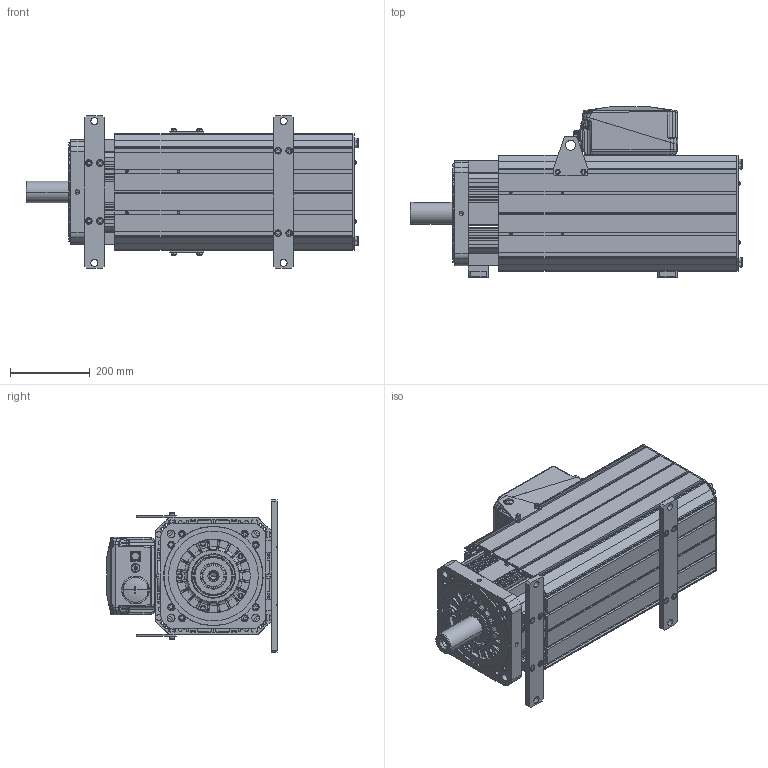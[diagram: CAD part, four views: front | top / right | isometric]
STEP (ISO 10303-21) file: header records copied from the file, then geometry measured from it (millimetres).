
FILE_DESCRIPTION((''),'2;1');
FILE_NAME('50266N-0_SW0001','2016-06-15T',('zhuanghaohui'),(''),'PRO/ENGINEER BY PARAMETRIC TECHNOLOGY CORPORATION, 2010430','PRO/ENGINEER BY PARAMETRIC TECHNOLOGY CORPORATION, 2010430','');
FILE_SCHEMA(('CONFIG_CONTROL_DESIGN'));
Products named in the file (1): 50266N-0_SW0001
Bounding box: 835.12 x 427.62 x 384.1 mm (x, y, z)
Surface area: 3738709.7 mm2 (no closed solid volume)
Topology: 0 solids, 246 shells, 2431 faces, 9276 edges, 6955 vertices
Faces by surface type: plane 1254, cylinder 585, bspline 212, torus 191, cone 170, sphere 19
Entity records: 121934 total; most frequent: CARTESIAN_POINT 47009, DIRECTION 15346, ORIENTED_EDGE 13399, EDGE_CURVE 9266, VERTEX_POINT 6955, VECTOR 5388, LINE 5388, AXIS2_PLACEMENT_3D 4979
